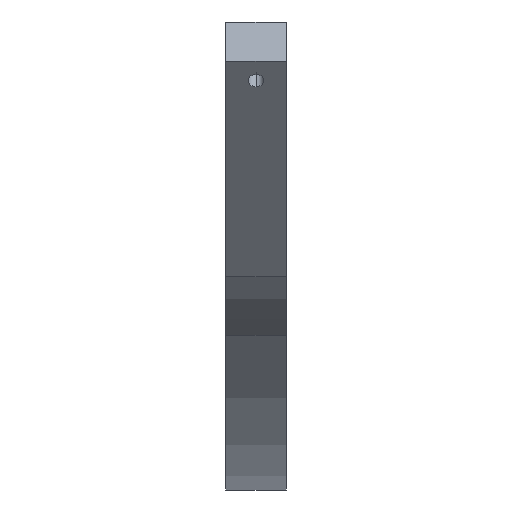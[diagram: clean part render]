
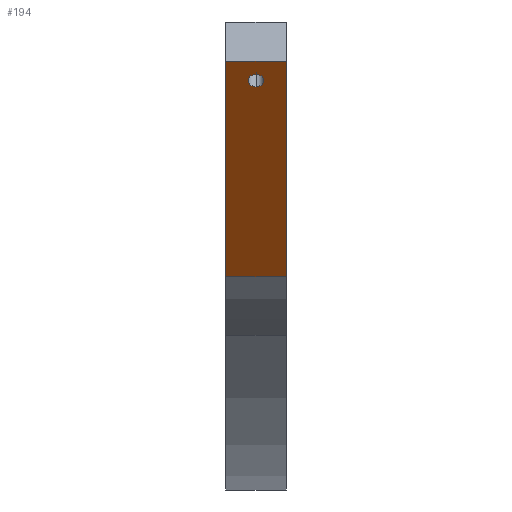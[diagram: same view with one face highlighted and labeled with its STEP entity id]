
A CAD part, top view. The second image highlights one B-rep face of the part: STEP entity #194.
In plain terms, the highlighted planar face has unit normal (0, -0.643, 0.766).
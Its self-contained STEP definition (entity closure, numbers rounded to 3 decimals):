
#1 = CARTESIAN_POINT ( 'NONE',  ( 12., 84.253, 241.947 ) ) ;
#3 = VERTEX_POINT ( 'NONE', #140 ) ;
#11 = AXIS2_PLACEMENT_3D ( 'NONE', #335, #340, #597 ) ;
#12 = CARTESIAN_POINT ( 'NONE',  ( 0., 94.397, 250.459 ) ) ;
#27 = LINE ( 'NONE', #590, #284 ) ;
#36 = ORIENTED_EDGE ( 'NONE', *, *, #487, .T. ) ;
#91 = EDGE_CURVE ( 'NONE', #3, #270, #114, .T. ) ;
#105 = VERTEX_POINT ( 'NONE', #569 ) ;
#114 = LINE ( 'NONE', #372, #281 ) ;
#140 = CARTESIAN_POINT ( 'NONE',  ( 0., 41.945, 206.447 ) ) ;
#178 = CARTESIAN_POINT ( 'NONE',  ( 6., 81.61, 239.73 ) ) ;
#194 = ADVANCED_FACE ( 'NONE', ( #496, #430 ), #510, .F. ) ;
#196 = CARTESIAN_POINT ( 'NONE',  ( 6., 79.235, 237.737 ) ) ;
#204 = AXIS2_PLACEMENT_3D ( 'NONE', #767, #750, #446 ) ;
#228 = VERTEX_POINT ( 'NONE', #196 ) ;
#239 = VECTOR ( 'NONE', #518, 1000. ) ;
#260 = CARTESIAN_POINT ( 'NONE',  ( 0., 84.253, 241.947 ) ) ;
#270 = VERTEX_POINT ( 'NONE', #401 ) ;
#271 = DIRECTION ( 'NONE',  ( 0., 0.766, 0.643 ) ) ;
#281 = VECTOR ( 'NONE', #758, 1000. ) ;
#284 = VECTOR ( 'NONE', #271, 1000. ) ;
#285 = ORIENTED_EDGE ( 'NONE', *, *, #754, .T. ) ;
#288 = ORIENTED_EDGE ( 'NONE', *, *, #389, .T. ) ;
#294 = EDGE_CURVE ( 'NONE', #105, #3, #533, .T. ) ;
#309 = DIRECTION ( 'NONE',  ( 0., 0.643, -0.766 ) ) ;
#325 = CIRCLE ( 'NONE', #530, 1.55 ) ;
#332 = DIRECTION ( 'NONE',  ( 0., -0.766, -0.643 ) ) ;
#335 = CARTESIAN_POINT ( 'NONE',  ( 6., 80.422, 238.733 ) ) ;
#340 = DIRECTION ( 'NONE',  ( 0., 0.643, -0.766 ) ) ;
#342 = CIRCLE ( 'NONE', #11, 1.55 ) ;
#372 = CARTESIAN_POINT ( 'NONE',  ( 0., 41.945, 206.447 ) ) ;
#389 = EDGE_CURVE ( 'NONE', #270, #467, #27, .T. ) ;
#401 = CARTESIAN_POINT ( 'NONE',  ( 12., 41.945, 206.447 ) ) ;
#430 = FACE_OUTER_BOUND ( 'NONE', #477, .T. ) ;
#441 = VECTOR ( 'NONE', #332, 1000. ) ;
#446 = DIRECTION ( 'NONE',  ( 0., 0.766, 0.643 ) ) ;
#462 = ORIENTED_EDGE ( 'NONE', *, *, #793, .F. ) ;
#467 = VERTEX_POINT ( 'NONE', #1 ) ;
#477 = EDGE_LOOP ( 'NONE', ( #800, #599, #288, #462 ) ) ;
#486 = DIRECTION ( 'NONE',  ( 0., 0.766, 0.643 ) ) ;
#487 = EDGE_CURVE ( 'NONE', #717, #228, #325, .T. ) ;
#496 = FACE_BOUND ( 'NONE', #662, .T. ) ;
#510 = PLANE ( 'NONE',  #204 ) ;
#518 = DIRECTION ( 'NONE',  ( 1., 0., 0. ) ) ;
#530 = AXIS2_PLACEMENT_3D ( 'NONE', #559, #309, #486 ) ;
#533 = LINE ( 'NONE', #12, #441 ) ;
#559 = CARTESIAN_POINT ( 'NONE',  ( 6., 80.422, 238.733 ) ) ;
#569 = CARTESIAN_POINT ( 'NONE',  ( 0., 84.253, 241.947 ) ) ;
#588 = LINE ( 'NONE', #260, #239 ) ;
#590 = CARTESIAN_POINT ( 'NONE',  ( 12., 71.996, 231.663 ) ) ;
#597 = DIRECTION ( 'NONE',  ( 0., 0.766, 0.643 ) ) ;
#599 = ORIENTED_EDGE ( 'NONE', *, *, #91, .T. ) ;
#662 = EDGE_LOOP ( 'NONE', ( #36, #285 ) ) ;
#717 = VERTEX_POINT ( 'NONE', #178 ) ;
#750 = DIRECTION ( 'NONE',  ( 0., 0.643, -0.766 ) ) ;
#754 = EDGE_CURVE ( 'NONE', #228, #717, #342, .T. ) ;
#758 = DIRECTION ( 'NONE',  ( 1., 0., 0. ) ) ;
#767 = CARTESIAN_POINT ( 'NONE',  ( 0., 71.996, 231.663 ) ) ;
#793 = EDGE_CURVE ( 'NONE', #105, #467, #588, .T. ) ;
#800 = ORIENTED_EDGE ( 'NONE', *, *, #294, .T. ) ;
